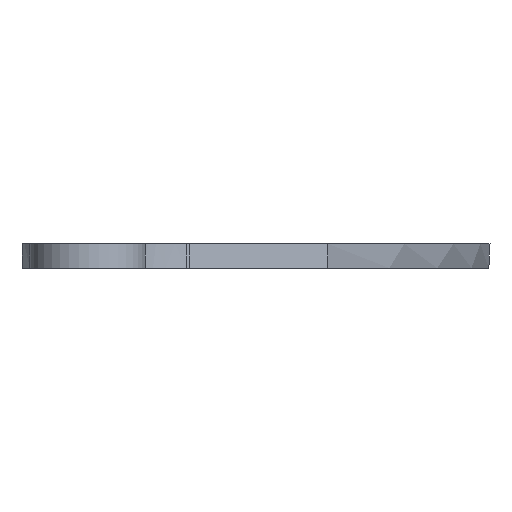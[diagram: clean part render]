
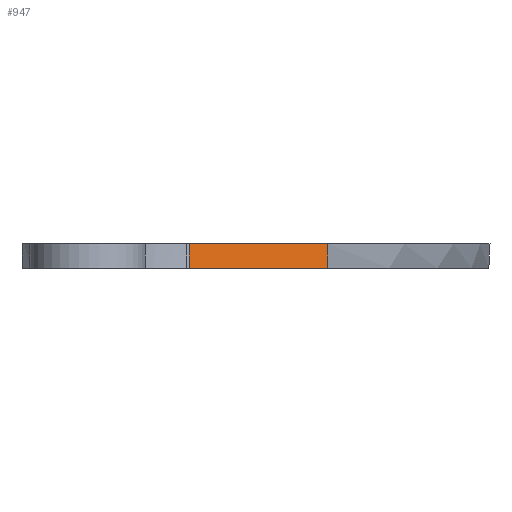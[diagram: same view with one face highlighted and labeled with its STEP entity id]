
A CAD part, left-side view. The second image highlights one B-rep face of the part: STEP entity #947.
In plain terms, the highlighted free-form (B-spline) face has degree [3, 1] with [12, 2] control points.
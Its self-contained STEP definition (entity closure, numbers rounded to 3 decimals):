
#33=B_SPLINE_SURFACE_WITH_KNOTS('',3,1,((#3058,#3059),(#3060,#3061),(#3062,
#3063),(#3064,#3065),(#3066,#3067),(#3068,#3069),(#3070,#3071),(#3072,#3073),
(#3074,#3075),(#3076,#3077),(#3078,#3079),(#3080,#3081)),.UNSPECIFIED.,
 .F.,.F.,.F.,(4,1,1,1,1,1,1,1,1,4),(2,2),(0.,1.917,3.834,
7.667,11.334,15.,16.212,17.423,
18.325,19.227),(0.,1.081),.UNSPECIFIED.);
#144=FACE_OUTER_BOUND('',#209,.T.);
#209=EDGE_LOOP('',(#859,#860,#861,#862));
#256=LINE('',#3000,#310);
#310=VECTOR('',#1109,10.);
#333=B_SPLINE_CURVE_WITH_KNOTS('',3,(#1437,#1438,#1439,#1440,#1441,#1442),
 .UNSPECIFIED.,.F.,.F.,(4,1,1,4),(-12.492,-12.416,-11.488,
-9.311),.UNSPECIFIED.);
#356=B_SPLINE_CURVE_WITH_KNOTS('',3,(#2277,#2278,#2279,#2280,#2281,#2282),
 .UNSPECIFIED.,.F.,.F.,(4,1,1,4),(-8.626,-5.158,-3.679,
-3.557),.UNSPECIFIED.);
#370=B_SPLINE_CURVE_WITH_KNOTS('',3,(#2676,#2677,#2678,#2679),
 .UNSPECIFIED.,.F.,.F.,(4,4),(-0.63,0.),
 .UNSPECIFIED.);
#397=VERTEX_POINT('',#1320);
#398=VERTEX_POINT('',#1436);
#439=VERTEX_POINT('',#2271);
#440=VERTEX_POINT('',#2276);
#492=EDGE_CURVE('',#398,#397,#333,.T.);
#540=EDGE_CURVE('',#440,#439,#356,.T.);
#580=EDGE_CURVE('',#398,#439,#370,.T.);
#592=EDGE_CURVE('',#397,#440,#256,.T.);
#859=ORIENTED_EDGE('',*,*,#580,.F.);
#860=ORIENTED_EDGE('',*,*,#492,.T.);
#861=ORIENTED_EDGE('',*,*,#592,.T.);
#862=ORIENTED_EDGE('',*,*,#540,.T.);
#947=ADVANCED_FACE('',(#144),#33,.T.);
#1109=DIRECTION('',(0.,0.,1.));
#1320=CARTESIAN_POINT('',(92.086,56.255,0.));
#1436=CARTESIAN_POINT('',(71.115,92.168,0.));
#1437=CARTESIAN_POINT('Ctrl Pts',(71.115,92.168,0.));
#1438=CARTESIAN_POINT('Ctrl Pts',(71.304,91.848,0.));
#1439=CARTESIAN_POINT('Ctrl Pts',(73.741,87.679,0.));
#1440=CARTESIAN_POINT('Ctrl Pts',(79.978,76.243,0.));
#1441=CARTESIAN_POINT('Ctrl Pts',(86.364,63.8,0.));
#1442=CARTESIAN_POINT('Ctrl Pts',(92.086,56.255,0.));
#2271=CARTESIAN_POINT('',(71.115,92.168,6.3));
#2276=CARTESIAN_POINT('',(92.086,56.255,6.3));
#2277=CARTESIAN_POINT('Ctrl Pts',(92.086,56.255,6.3));
#2278=CARTESIAN_POINT('Ctrl Pts',(86.364,63.8,6.3));
#2279=CARTESIAN_POINT('Ctrl Pts',(79.978,76.243,6.3));
#2280=CARTESIAN_POINT('Ctrl Pts',(73.741,87.679,6.3));
#2281=CARTESIAN_POINT('Ctrl Pts',(71.304,91.848,6.3));
#2282=CARTESIAN_POINT('Ctrl Pts',(71.115,92.168,6.3));
#2676=CARTESIAN_POINT('Ctrl Pts',(71.115,92.168,0.));
#2677=CARTESIAN_POINT('Ctrl Pts',(71.115,92.168,2.1));
#2678=CARTESIAN_POINT('Ctrl Pts',(71.115,92.168,4.2));
#2679=CARTESIAN_POINT('Ctrl Pts',(71.115,92.168,6.3));
#3000=CARTESIAN_POINT('',(92.086,56.255,6.3));
#3058=CARTESIAN_POINT('Ctrl Pts',(199.023,2.631,7.656));
#3059=CARTESIAN_POINT('Ctrl Pts',(199.023,2.631,-3.159));
#3060=CARTESIAN_POINT('Ctrl Pts',(193.159,1.671,7.656));
#3061=CARTESIAN_POINT('Ctrl Pts',(193.159,1.671,-3.159));
#3062=CARTESIAN_POINT('Ctrl Pts',(179.917,6.799,7.656));
#3063=CARTESIAN_POINT('Ctrl Pts',(179.917,6.799,-3.159));
#3064=CARTESIAN_POINT('Ctrl Pts',(156.362,14.75,7.656));
#3065=CARTESIAN_POINT('Ctrl Pts',(156.362,14.75,-3.159));
#3066=CARTESIAN_POINT('Ctrl Pts',(128.403,29.484,7.656));
#3067=CARTESIAN_POINT('Ctrl Pts',(128.403,29.484,-3.159));
#3068=CARTESIAN_POINT('Ctrl Pts',(94.807,47.192,7.656));
#3069=CARTESIAN_POINT('Ctrl Pts',(94.807,47.192,-3.159));
#3070=CARTESIAN_POINT('Ctrl Pts',(81.216,73.973,7.656));
#3071=CARTESIAN_POINT('Ctrl Pts',(81.216,73.973,-3.159));
#3072=CARTESIAN_POINT('Ctrl Pts',(72.072,90.739,7.656));
#3073=CARTESIAN_POINT('Ctrl Pts',(72.072,90.739,-3.159));
#3074=CARTESIAN_POINT('Ctrl Pts',(64.89,102.508,7.656));
#3075=CARTESIAN_POINT('Ctrl Pts',(64.89,102.508,-3.159));
#3076=CARTESIAN_POINT('Ctrl Pts',(55.439,97.45,7.656));
#3077=CARTESIAN_POINT('Ctrl Pts',(55.439,97.45,-3.159));
#3078=CARTESIAN_POINT('Ctrl Pts',(49.242,95.426,7.656));
#3079=CARTESIAN_POINT('Ctrl Pts',(49.242,95.426,-3.159));
#3080=CARTESIAN_POINT('Ctrl Pts',(47.018,93.894,7.656));
#3081=CARTESIAN_POINT('Ctrl Pts',(47.018,93.894,-3.159));
